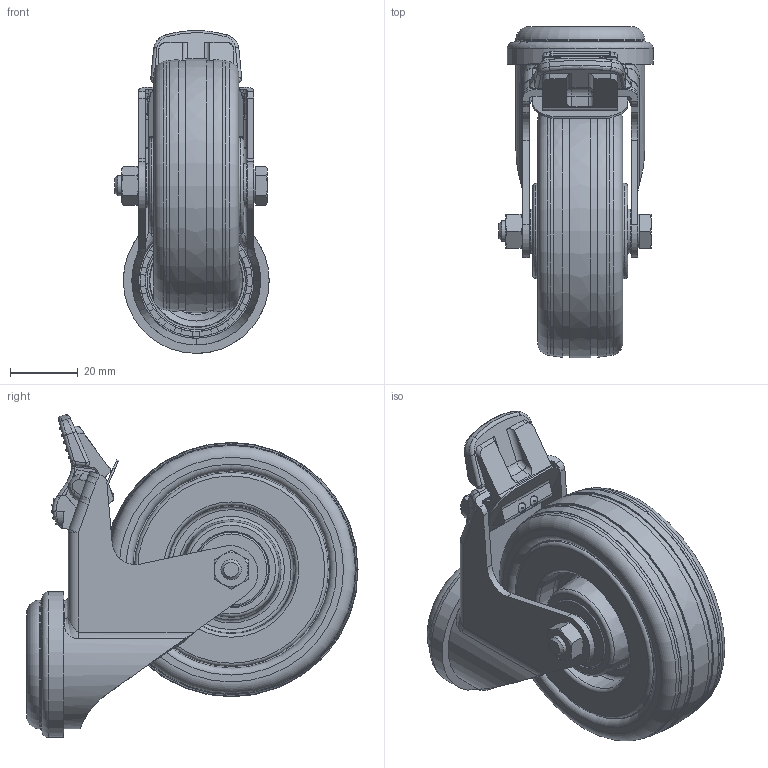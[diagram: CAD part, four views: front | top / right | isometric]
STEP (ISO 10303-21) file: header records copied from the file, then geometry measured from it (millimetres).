
FILE_DESCRIPTION((''),'2;1');
FILE_NAME('SF2302V.stp','2014-10-22T08:08:13',('sebastianschwarze'),(''),'Autodesk Inventor 2012','Autodesk Inventor 2012','');
FILE_SCHEMA(('AUTOMOTIVE_DESIGN { 1 0 10303 214 1 1 1 1 }'));
Length unit declared in the file: millimetre
Products named in the file (4): SF2302V; 2; 1; 3
Assembly tree (3 placements, depth 2):
  SF2302V
    2
    1
    3
Bounding box: 45.5 x 97.9 x 95.22 mm (x, y, z)
Volume: 132171.9 mm3; surface area: 43430.7 mm2
Topology: 4 solids, 4 shells, 738 faces, 1977 edges, 1242 vertices
Faces by surface type: plane 277, cylinder 203, bspline 135, cone 55, torus 44, sphere 24
Full cylindrical faces by diameter (mm): 3.5 x1, 6 x2, 6.1 x1, 10 x1, 11 x1, 13 x2, 17.45 x1, 22 x2, 34 x1, 38 x1, 43 x1, 57.2 x2, 73.5 x4
Entity records: 40366 total; most frequent: CARTESIAN_POINT 22591, ORIENTED_EDGE 3626, DIRECTION 3298, EDGE_CURVE 1813, AXIS2_PLACEMENT_3D 1262, VERTEX_POINT 1197, EDGE_LOOP 860, VECTOR 774
